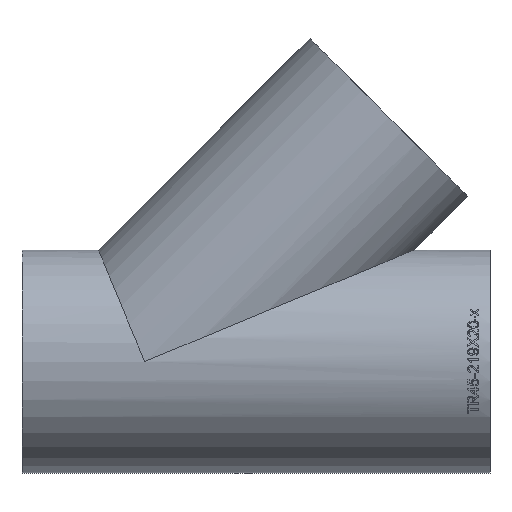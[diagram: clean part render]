
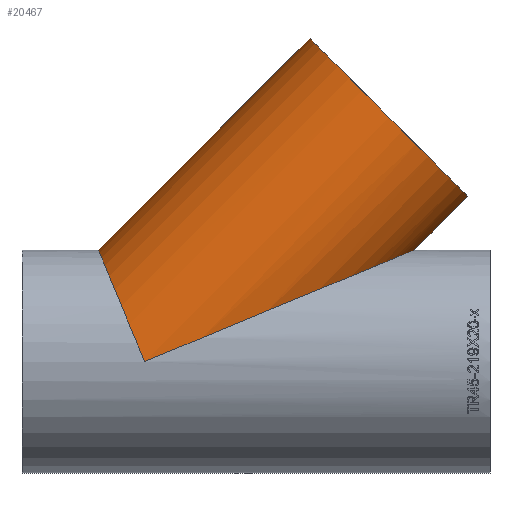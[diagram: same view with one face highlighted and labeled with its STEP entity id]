
A CAD part, top view. The second image highlights one B-rep face of the part: STEP entity #20467.
In plain terms, the highlighted cylindrical face has radius 109.55 mm (diameter 219.1 mm), a full revolution.
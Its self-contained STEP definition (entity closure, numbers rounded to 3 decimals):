
#2659 = CARTESIAN_POINT ( 'NONE',  ( -109.477, 0., -109.55 ) ) ;
#3601 = CYLINDRICAL_SURFACE ( 'NONE', #7191, 109.55 ) ;
#3835 = ORIENTED_EDGE ( 'NONE', *, *, #11109, .F. ) ;
#3960 = CARTESIAN_POINT ( 'NONE',  ( -109.477, 0., -109.55 ) ) ;
#4446 = CARTESIAN_POINT ( 'NONE',  ( 419.477, 219.1, -109.55 ) ) ;
#4749 = CIRCLE ( 'NONE', #24191, 109.55 ) ;
#6028 = DIRECTION ( 'NONE',  ( -0.707, 0.707, 0. ) ) ;
#6159 = CARTESIAN_POINT ( 'NONE',  ( -109.477, 0., 109.55 ) ) ;
#6409 = CARTESIAN_POINT ( 'NONE',  ( 419.477, 219.1, 109.55 ) ) ;
#7158 = EDGE_LOOP ( 'NONE', ( #7562 ) ) ;
#7191 = AXIS2_PLACEMENT_3D ( 'NONE', #24292, #13136, #11396 ) ;
#7550 = FACE_OUTER_BOUND ( 'NONE', #15990, .T. ) ;
#7562 = ORIENTED_EDGE ( 'NONE', *, *, #15003, .F. ) ;
#7782 = CARTESIAN_POINT ( 'NONE',  ( -200.231, 219.1, -109.55 ) ) ;
#9647 = CARTESIAN_POINT ( 'NONE',  ( -109.477, 0., 109.55 ) ) ;
#11109 = EDGE_CURVE ( 'NONE', #11886, #20254, #18765, .T. ) ;
#11396 = DIRECTION ( 'NONE',  ( -0.707, 0.707, 0. ) ) ;
#11886 = VERTEX_POINT ( 'NONE', #12711 ) ;
#11953 = CARTESIAN_POINT ( 'NONE',  ( -109.477, 0., -109.55 ) ) ;
#12711 = CARTESIAN_POINT ( 'NONE',  ( -109.477, 0., 109.55 ) ) ;
#13136 = DIRECTION ( 'NONE',  ( 0.707, 0.707, 0. ) ) ;
#14327 = ORIENTED_EDGE ( 'NONE', *, *, #18230, .F. ) ;
#15003 = EDGE_CURVE ( 'NONE', #20590, #20590, #4749, .T. ) ;
#15990 = EDGE_LOOP ( 'NONE', ( #14327, #3835 ) ) ;
#16476 =( BOUNDED_CURVE ( )  B_SPLINE_CURVE ( 3, ( #2659, #4446, #6409, #6159 ),
 .UNSPECIFIED., .F., .T. ) 
 B_SPLINE_CURVE_WITH_KNOTS ( ( 4, 4 ),
 ( 1.571, 4.712 ),
 .UNSPECIFIED. ) 
 CURVE ( )  GEOMETRIC_REPRESENTATION_ITEM ( )  RATIONAL_B_SPLINE_CURVE ( ( 1., 0.333, 0.333, 1. ) ) 
 REPRESENTATION_ITEM ( '' )  );
#17342 = CARTESIAN_POINT ( 'NONE',  ( 53.106, 317.51, 0. ) ) ;
#17771 = DIRECTION ( 'NONE',  ( 0.707, 0.707, 0. ) ) ;
#18230 = EDGE_CURVE ( 'NONE', #20254, #11886, #16476, .T. ) ;
#18765 =( BOUNDED_CURVE ( )  B_SPLINE_CURVE ( 3, ( #9647, #19508, #7782, #3960 ),
 .UNSPECIFIED., .F., .F. ) 
 B_SPLINE_CURVE_WITH_KNOTS ( ( 4, 4 ),
 ( 4.712, 7.854 ),
 .UNSPECIFIED. ) 
 CURVE ( )  GEOMETRIC_REPRESENTATION_ITEM ( )  RATIONAL_B_SPLINE_CURVE ( ( 1., 0.333, 0.333, 1. ) ) 
 REPRESENTATION_ITEM ( '' )  );
#19508 = CARTESIAN_POINT ( 'NONE',  ( -200.231, 219.1, 109.55 ) ) ;
#19826 = FACE_OUTER_BOUND ( 'NONE', #7158, .T. ) ;
#19912 = CARTESIAN_POINT ( 'NONE',  ( 130.569, 240.047, 0. ) ) ;
#20254 = VERTEX_POINT ( 'NONE', #11953 ) ;
#20467 = ADVANCED_FACE ( 'NONE', ( #7550, #19826 ), #3601, .T. ) ;
#20590 = VERTEX_POINT ( 'NONE', #17342 ) ;
#24191 = AXIS2_PLACEMENT_3D ( 'NONE', #19912, #17771, #6028 ) ;
#24292 = CARTESIAN_POINT ( 'NONE',  ( 130.569, 240.047, 0. ) ) ;
